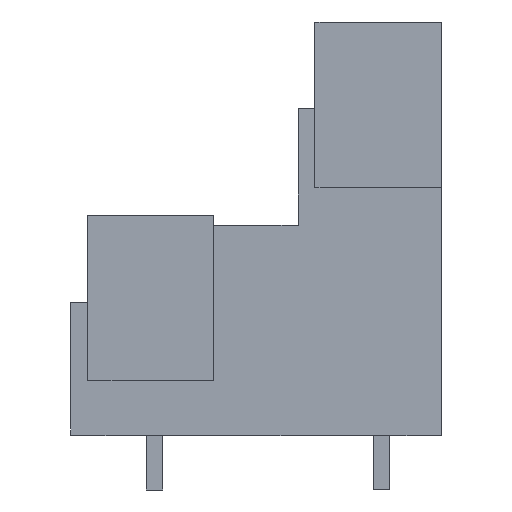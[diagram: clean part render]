
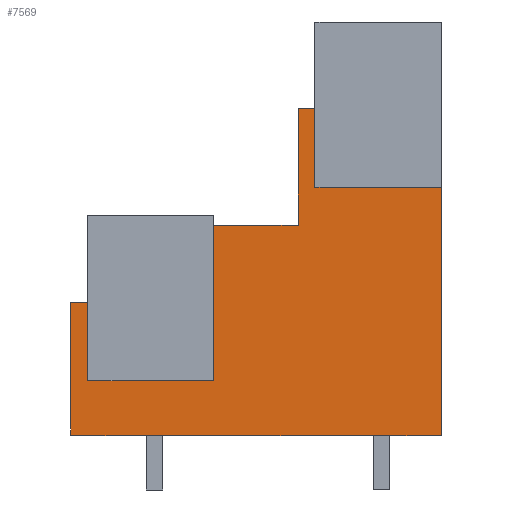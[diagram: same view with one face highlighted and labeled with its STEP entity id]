
A CAD part, left-side view. The second image highlights one B-rep face of the part: STEP entity #7569.
In plain terms, the highlighted planar face has unit normal (-1, 0, 0).
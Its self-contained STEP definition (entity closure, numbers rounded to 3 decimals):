
#7454=AXIS2_PLACEMENT_3D('Plane Axis2P3D',#7451,#7452,#7453) ;
#6215=CARTESIAN_POINT('Vertex',(0.7,7.5,22.6)) ;
#6218=CARTESIAN_POINT('Line Origine',(0.7,7.5,20.275)) ;
#6222=CARTESIAN_POINT('Vertex',(0.7,7.5,17.95)) ;
#6522=CARTESIAN_POINT('Vertex',(0.7,0.,17.95)) ;
#6525=CARTESIAN_POINT('Line Origine',(0.7,0.,10.575)) ;
#6529=CARTESIAN_POINT('Vertex',(0.7,0.,3.2)) ;
#7435=CARTESIAN_POINT('Vertex',(0.7,8.5,22.6)) ;
#7438=CARTESIAN_POINT('Line Origine',(0.7,8.,22.6)) ;
#7451=CARTESIAN_POINT('Axis2P3D Location',(0.7,0.,3.6)) ;
#7456=CARTESIAN_POINT('Line Origine',(0.7,17.,3.2)) ;
#7460=CARTESIAN_POINT('Vertex',(0.7,15.,3.2)) ;
#7462=CARTESIAN_POINT('Vertex',(0.7,19.,3.2)) ;
#7465=CARTESIAN_POINT('Line Origine',(0.7,10.5,3.2)) ;
#7469=CARTESIAN_POINT('Vertex',(0.7,6.,3.2)) ;
#7472=CARTESIAN_POINT('Line Origine',(0.7,4.5,3.2)) ;
#7476=CARTESIAN_POINT('Vertex',(0.7,3.,3.2)) ;
#7479=CARTESIAN_POINT('Line Origine',(0.7,1.5,3.2)) ;
#7484=CARTESIAN_POINT('Line Origine',(0.7,3.75,17.95)) ;
#7489=CARTESIAN_POINT('Line Origine',(0.7,8.5,19.15)) ;
#7493=CARTESIAN_POINT('Vertex',(0.7,8.5,15.7)) ;
#7496=CARTESIAN_POINT('Line Origine',(0.7,11.013,15.7)) ;
#7500=CARTESIAN_POINT('Vertex',(0.7,13.525,15.7)) ;
#7503=CARTESIAN_POINT('Line Origine',(0.7,13.525,11.075)) ;
#7507=CARTESIAN_POINT('Vertex',(0.7,13.525,6.45)) ;
#7510=CARTESIAN_POINT('Line Origine',(0.7,17.25,6.45)) ;
#7514=CARTESIAN_POINT('Vertex',(0.7,20.975,6.45)) ;
#7517=CARTESIAN_POINT('Line Origine',(0.7,20.975,8.775)) ;
#7521=CARTESIAN_POINT('Vertex',(0.7,20.975,11.1)) ;
#7524=CARTESIAN_POINT('Line Origine',(0.7,21.487,11.1)) ;
#7528=CARTESIAN_POINT('Vertex',(0.7,22.,11.1)) ;
#7531=CARTESIAN_POINT('Line Origine',(0.7,22.,7.35)) ;
#7535=CARTESIAN_POINT('Vertex',(0.7,22.,3.6)) ;
#7538=CARTESIAN_POINT('Line Origine',(0.7,22.,3.4)) ;
#7542=CARTESIAN_POINT('Vertex',(0.7,22.,3.2)) ;
#7545=CARTESIAN_POINT('Line Origine',(0.7,20.5,3.2)) ;
#6219=DIRECTION('Vector Direction',(0.,0.,-1.)) ;
#6526=DIRECTION('Vector Direction',(0.,0.,1.)) ;
#7439=DIRECTION('Vector Direction',(0.,1.,0.)) ;
#7452=DIRECTION('Axis2P3D Direction',(-1.,0.,0.)) ;
#7453=DIRECTION('Axis2P3D XDirection',(0.,0.,-1.)) ;
#7457=DIRECTION('Vector Direction',(0.,-1.,0.)) ;
#7466=DIRECTION('Vector Direction',(0.,-1.,0.)) ;
#7473=DIRECTION('Vector Direction',(0.,-1.,0.)) ;
#7480=DIRECTION('Vector Direction',(0.,-1.,0.)) ;
#7485=DIRECTION('Vector Direction',(0.,-1.,0.)) ;
#7490=DIRECTION('Vector Direction',(0.,0.,-1.)) ;
#7497=DIRECTION('Vector Direction',(0.,1.,0.)) ;
#7504=DIRECTION('Vector Direction',(0.,0.,-1.)) ;
#7511=DIRECTION('Vector Direction',(0.,-1.,0.)) ;
#7518=DIRECTION('Vector Direction',(0.,0.,-1.)) ;
#7525=DIRECTION('Vector Direction',(0.,1.,0.)) ;
#7532=DIRECTION('Vector Direction',(0.,0.,1.)) ;
#7539=DIRECTION('Vector Direction',(0.,0.,-1.)) ;
#7546=DIRECTION('Vector Direction',(0.,-1.,0.)) ;
#6220=VECTOR('Line Direction',#6219,1.) ;
#6527=VECTOR('Line Direction',#6526,1.) ;
#7440=VECTOR('Line Direction',#7439,1.) ;
#7458=VECTOR('Line Direction',#7457,1.) ;
#7467=VECTOR('Line Direction',#7466,1.) ;
#7474=VECTOR('Line Direction',#7473,1.) ;
#7481=VECTOR('Line Direction',#7480,1.) ;
#7486=VECTOR('Line Direction',#7485,1.) ;
#7491=VECTOR('Line Direction',#7490,1.) ;
#7498=VECTOR('Line Direction',#7497,1.) ;
#7505=VECTOR('Line Direction',#7504,1.) ;
#7512=VECTOR('Line Direction',#7511,1.) ;
#7519=VECTOR('Line Direction',#7518,1.) ;
#7526=VECTOR('Line Direction',#7525,1.) ;
#7533=VECTOR('Line Direction',#7532,1.) ;
#7540=VECTOR('Line Direction',#7539,1.) ;
#7547=VECTOR('Line Direction',#7546,1.) ;
#7551=ORIENTED_EDGE('',*,*,#7464,.F.) ;
#7552=ORIENTED_EDGE('',*,*,#7471,.T.) ;
#7553=ORIENTED_EDGE('',*,*,#7478,.F.) ;
#7554=ORIENTED_EDGE('',*,*,#7483,.T.) ;
#7555=ORIENTED_EDGE('',*,*,#6531,.T.) ;
#7556=ORIENTED_EDGE('',*,*,#7488,.F.) ;
#7557=ORIENTED_EDGE('',*,*,#6224,.F.) ;
#7558=ORIENTED_EDGE('',*,*,#7442,.T.) ;
#7559=ORIENTED_EDGE('',*,*,#7495,.T.) ;
#7560=ORIENTED_EDGE('',*,*,#7502,.T.) ;
#7561=ORIENTED_EDGE('',*,*,#7509,.T.) ;
#7562=ORIENTED_EDGE('',*,*,#7516,.F.) ;
#7563=ORIENTED_EDGE('',*,*,#7523,.F.) ;
#7564=ORIENTED_EDGE('',*,*,#7530,.T.) ;
#7565=ORIENTED_EDGE('',*,*,#7537,.F.) ;
#7566=ORIENTED_EDGE('',*,*,#7544,.F.) ;
#7567=ORIENTED_EDGE('',*,*,#7549,.T.) ;
#7569=ADVANCED_FACE('Model',(#7568),#7455,.T.) ;
#6224=EDGE_CURVE('',#6216,#6223,#6221,.T.) ;
#6531=EDGE_CURVE('',#6530,#6523,#6528,.T.) ;
#7442=EDGE_CURVE('',#6216,#7436,#7441,.T.) ;
#7464=EDGE_CURVE('',#7461,#7463,#7459,.F.) ;
#7471=EDGE_CURVE('',#7461,#7470,#7468,.T.) ;
#7478=EDGE_CURVE('',#7477,#7470,#7475,.F.) ;
#7483=EDGE_CURVE('',#7477,#6530,#7482,.T.) ;
#7488=EDGE_CURVE('',#6223,#6523,#7487,.T.) ;
#7495=EDGE_CURVE('',#7436,#7494,#7492,.T.) ;
#7502=EDGE_CURVE('',#7494,#7501,#7499,.T.) ;
#7509=EDGE_CURVE('',#7501,#7508,#7506,.T.) ;
#7516=EDGE_CURVE('',#7515,#7508,#7513,.T.) ;
#7523=EDGE_CURVE('',#7522,#7515,#7520,.T.) ;
#7530=EDGE_CURVE('',#7522,#7529,#7527,.T.) ;
#7537=EDGE_CURVE('',#7536,#7529,#7534,.T.) ;
#7544=EDGE_CURVE('',#7543,#7536,#7541,.F.) ;
#7549=EDGE_CURVE('',#7543,#7463,#7548,.T.) ;
#7550=EDGE_LOOP('',(#7551,#7552,#7553,#7554,#7555,#7556,#7557,#7558,#7559,#7560,#7561,#7562,#7563,#7564,#7565,#7566,#7567)) ;
#7568=FACE_OUTER_BOUND('',#7550,.T.) ;
#6221=LINE('Line',#6218,#6220) ;
#6528=LINE('Line',#6525,#6527) ;
#7441=LINE('Line',#7438,#7440) ;
#7459=LINE('Line',#7456,#7458) ;
#7468=LINE('Line',#7465,#7467) ;
#7475=LINE('Line',#7472,#7474) ;
#7482=LINE('Line',#7479,#7481) ;
#7487=LINE('Line',#7484,#7486) ;
#7492=LINE('Line',#7489,#7491) ;
#7499=LINE('Line',#7496,#7498) ;
#7506=LINE('Line',#7503,#7505) ;
#7513=LINE('Line',#7510,#7512) ;
#7520=LINE('Line',#7517,#7519) ;
#7527=LINE('Line',#7524,#7526) ;
#7534=LINE('Line',#7531,#7533) ;
#7541=LINE('Line',#7538,#7540) ;
#7548=LINE('Line',#7545,#7547) ;
#7455=PLANE('',#7454) ;
#6216=VERTEX_POINT('',#6215) ;
#6223=VERTEX_POINT('',#6222) ;
#6523=VERTEX_POINT('',#6522) ;
#6530=VERTEX_POINT('',#6529) ;
#7436=VERTEX_POINT('',#7435) ;
#7461=VERTEX_POINT('',#7460) ;
#7463=VERTEX_POINT('',#7462) ;
#7470=VERTEX_POINT('',#7469) ;
#7477=VERTEX_POINT('',#7476) ;
#7494=VERTEX_POINT('',#7493) ;
#7501=VERTEX_POINT('',#7500) ;
#7508=VERTEX_POINT('',#7507) ;
#7515=VERTEX_POINT('',#7514) ;
#7522=VERTEX_POINT('',#7521) ;
#7529=VERTEX_POINT('',#7528) ;
#7536=VERTEX_POINT('',#7535) ;
#7543=VERTEX_POINT('',#7542) ;
